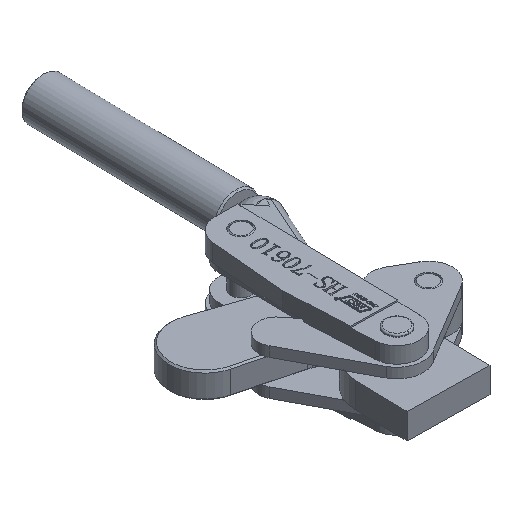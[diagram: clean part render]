
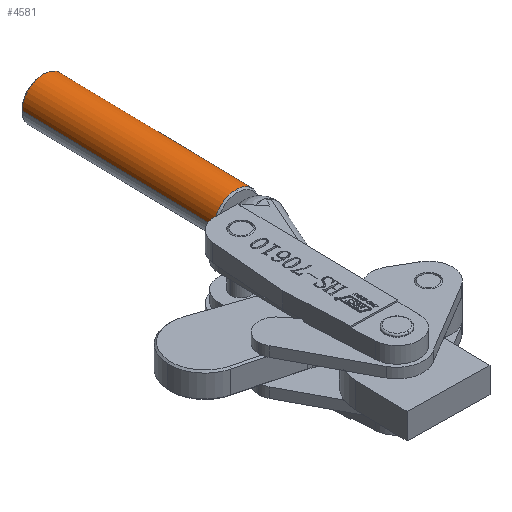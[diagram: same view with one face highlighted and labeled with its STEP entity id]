
A CAD part, isometric view. The second image highlights one B-rep face of the part: STEP entity #4581.
In plain terms, the highlighted cylindrical face has radius 13.5 mm (diameter 27 mm), a partial arc.
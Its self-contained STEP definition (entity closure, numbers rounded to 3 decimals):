
#50 = CARTESIAN_POINT ( 'NONE',  ( 46.3, 215.639, 0. ) ) ;
#51 = DIRECTION ( 'NONE',  ( 0., 1., 0. ) ) ;
#52 = DIRECTION ( 'NONE',  ( 0., 1., 0. ) ) ;
#53 = CARTESIAN_POINT ( 'NONE',  ( 32.8, 136.7, 0. ) ) ;
#54 = DIRECTION ( 'NONE',  ( 0., 1., 0. ) ) ;
#55 = DIRECTION ( 'NONE',  ( 0., 0., 1. ) ) ;
#56 = CARTESIAN_POINT ( 'NONE',  ( 19.3, 215.639, 0. ) ) ;
#58 = CARTESIAN_POINT ( 'NONE',  ( 32.8, 259.7, 0. ) ) ;
#59 = DIRECTION ( 'NONE',  ( 0., -1., 0. ) ) ;
#60 = DIRECTION ( 'NONE',  ( 0., 0., -1. ) ) ;
#973 = AXIS2_PLACEMENT_3D ( 'NONE', #19679, #19673, #19671 ) ;
#1128 = AXIS2_PLACEMENT_3D ( 'NONE', #22394, #22395, #22396 ) ;
#1132 = AXIS2_PLACEMENT_3D ( 'NONE', #12691, #12676, #12661 ) ;
#1142 = AXIS2_PLACEMENT_3D ( 'NONE', #53, #54, #55 ) ;
#1143 = AXIS2_PLACEMENT_3D ( 'NONE', #58, #59, #60 ) ;
#2682 = CARTESIAN_POINT ( 'NONE',  ( 19.3, 136.7, 0. ) ) ;
#2688 = CARTESIAN_POINT ( 'NONE',  ( 32.8, 259.7, 13.5 ) ) ;
#4581 = ADVANCED_FACE ( 'NONE', ( #18640 ), #18645, .T. ) ;
#6224 = EDGE_CURVE ( 'NONE', #18242, #15661, #6874, .T. ) ;
#6231 = EDGE_CURVE ( 'NONE', #20132, #20217, #6884, .T. ) ;
#6250 = EDGE_CURVE ( 'NONE', #15657, #20132, #6898, .T. ) ;
#6251 = EDGE_CURVE ( 'NONE', #20217, #18242, #6899, .T. ) ;
#6253 = EDGE_CURVE ( 'NONE', #15661, #20071, #6900, .T. ) ;
#6254 = EDGE_CURVE ( 'NONE', #15657, #20071, #6902, .T. ) ;
#6874 = CIRCLE ( 'NONE', #1128, 13.5 ) ;
#6884 = CIRCLE ( 'NONE', #1132, 13.5 ) ;
#6898 = CIRCLE ( 'NONE', #1142, 13.5 ) ;
#6899 = LINE ( 'NONE', #50, #6901 ) ;
#6900 = CIRCLE ( 'NONE', #1143, 13.5 ) ;
#6901 = VECTOR ( 'NONE', #51, 1000. ) ;
#6902 = LINE ( 'NONE', #56, #6904 ) ;
#6904 = VECTOR ( 'NONE', #52, 1000. ) ;
#11810 = ORIENTED_EDGE ( 'NONE', *, *, #6250, .T. ) ;
#11811 = ORIENTED_EDGE ( 'NONE', *, *, #6231, .T. ) ;
#11812 = ORIENTED_EDGE ( 'NONE', *, *, #6251, .T. ) ;
#11813 = ORIENTED_EDGE ( 'NONE', *, *, #6224, .T. ) ;
#11814 = ORIENTED_EDGE ( 'NONE', *, *, #6253, .T. ) ;
#11815 = ORIENTED_EDGE ( 'NONE', *, *, #6254, .F. ) ;
#12121 = EDGE_LOOP ( 'NONE', ( #11810, #11811, #11812, #11813, #11814, #11815 ) ) ;
#12661 = DIRECTION ( 'NONE',  ( 0., 0., 1. ) ) ;
#12676 = DIRECTION ( 'NONE',  ( 0., 1., 0. ) ) ;
#12691 = CARTESIAN_POINT ( 'NONE',  ( 32.8, 136.7, 0. ) ) ;
#14982 = CARTESIAN_POINT ( 'NONE',  ( 32.8, 136.7, 13.5 ) ) ;
#15131 = CARTESIAN_POINT ( 'NONE',  ( 46.3, 136.7, 0. ) ) ;
#15657 = VERTEX_POINT ( 'NONE', #2682 ) ;
#15661 = VERTEX_POINT ( 'NONE', #2688 ) ;
#17939 = CARTESIAN_POINT ( 'NONE',  ( 19.3, 259.7, 0. ) ) ;
#18242 = VERTEX_POINT ( 'NONE', #21690 ) ;
#18640 = FACE_OUTER_BOUND ( 'NONE', #12121, .T. ) ;
#18645 = CYLINDRICAL_SURFACE ( 'NONE', #973, 13.5 ) ;
#19671 = DIRECTION ( 'NONE',  ( -1., 0., 0. ) ) ;
#19673 = DIRECTION ( 'NONE',  ( 0., 1., 0. ) ) ;
#19679 = CARTESIAN_POINT ( 'NONE',  ( 32.8, 215.639, 0. ) ) ;
#20071 = VERTEX_POINT ( 'NONE', #17939 ) ;
#20132 = VERTEX_POINT ( 'NONE', #14982 ) ;
#20217 = VERTEX_POINT ( 'NONE', #15131 ) ;
#21690 = CARTESIAN_POINT ( 'NONE',  ( 46.3, 259.7, 0. ) ) ;
#22394 = CARTESIAN_POINT ( 'NONE',  ( 32.8, 259.7, 0. ) ) ;
#22395 = DIRECTION ( 'NONE',  ( 0., -1., 0. ) ) ;
#22396 = DIRECTION ( 'NONE',  ( 0., 0., -1. ) ) ;
